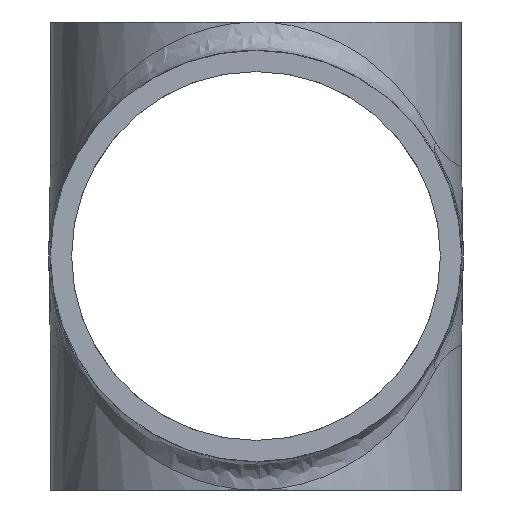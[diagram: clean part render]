
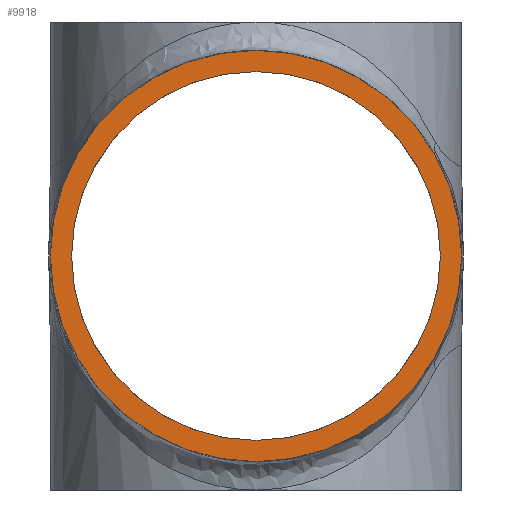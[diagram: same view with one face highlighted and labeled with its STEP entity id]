
A CAD part, left-side view. The second image highlights one B-rep face of the part: STEP entity #9918.
In plain terms, the highlighted planar face has unit normal (-1, 0, 0).
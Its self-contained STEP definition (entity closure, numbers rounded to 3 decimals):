
#8621=CARTESIAN_POINT('',(-50.0,-13.,0.0));
#8622=VERTEX_POINT('',#8621);
#8623=CARTESIAN_POINT('',(-50.0,0.0,0.0));
#8624=DIRECTION('',(-1.0,0.0,0.0));
#8625=DIRECTION('',(0.0,-1.0,0.0));
#8626=AXIS2_PLACEMENT_3D('',#8623,#8624,#8625);
#8627=CIRCLE('',#8626,13.);
#8628=EDGE_CURVE('',#8622,#8622,#8627,.T.);
#9824=CARTESIAN_POINT('',(-50.0,-14.5,0.0));
#9825=VERTEX_POINT('',#9824);
#9826=CARTESIAN_POINT('',(-50.0,0.0,0.0));
#9827=DIRECTION('',(-1.0,0.0,0.0));
#9828=DIRECTION('',(0.0,-1.0,0.0));
#9829=AXIS2_PLACEMENT_3D('',#9826,#9827,#9828);
#9830=CIRCLE('',#9829,14.5);
#9831=EDGE_CURVE('',#9825,#9825,#9830,.T.);
#9907=CARTESIAN_POINT('',(-50.0,-13.75,0.0));
#9908=DIRECTION('',(-1.0,0.0,0.0));
#9909=DIRECTION('',(0.0,0.0,1.0));
#9910=AXIS2_PLACEMENT_3D('',#9907,#9908,#9909);
#9911=PLANE('',#9910);
#9912=ORIENTED_EDGE('',*,*,#9831,.T.);
#9913=EDGE_LOOP('',(#9912));
#9914=FACE_OUTER_BOUND('',#9913,.T.);
#9915=ORIENTED_EDGE('',*,*,#8628,.F.);
#9916=EDGE_LOOP('',(#9915));
#9917=FACE_BOUND('',#9916,.T.);
#9918=ADVANCED_FACE('',(#9914,#9917),#9911,.T.);
